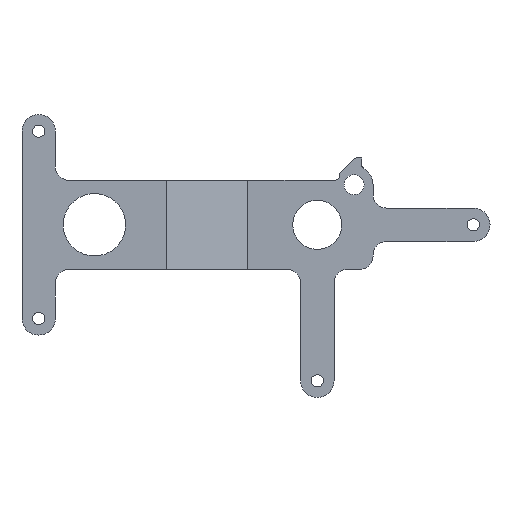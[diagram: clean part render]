
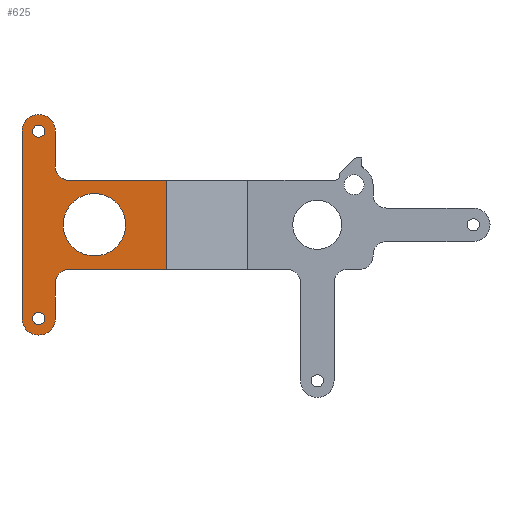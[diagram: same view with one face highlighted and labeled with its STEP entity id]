
A CAD part, left-side view. The second image highlights one B-rep face of the part: STEP entity #625.
In plain terms, the highlighted planar face has unit normal (-1, 0, 0).
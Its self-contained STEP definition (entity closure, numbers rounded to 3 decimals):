
#12 = VERTEX_POINT ( 'NONE', #42 ) ;
#31 = AXIS2_PLACEMENT_3D ( 'NONE', #292, #193, #1351 ) ;
#36 = VERTEX_POINT ( 'NONE', #1228 ) ;
#42 = CARTESIAN_POINT ( 'NONE',  ( -8., 25., -44.75 ) ) ;
#47 = ORIENTED_EDGE ( 'NONE', *, *, #1176, .T. ) ;
#53 = DIRECTION ( 'NONE',  ( 0., 0., 1. ) ) ;
#69 = CARTESIAN_POINT ( 'NONE',  ( -8., 32.5, -42. ) ) ;
#79 = CARTESIAN_POINT ( 'NONE',  ( -8., -32.5, -20. ) ) ;
#91 = ORIENTED_EDGE ( 'NONE', *, *, #113, .F. ) ;
#99 = VERTEX_POINT ( 'NONE', #1301 ) ;
#113 = EDGE_CURVE ( 'NONE', #295, #564, #1373, .T. ) ;
#162 = AXIS2_PLACEMENT_3D ( 'NONE', #1471, #717, #1770 ) ;
#181 = DIRECTION ( 'NONE',  ( 0., 0., -1. ) ) ;
#193 = DIRECTION ( 'NONE',  ( -1., 0., 0. ) ) ;
#195 = CARTESIAN_POINT ( 'NONE',  ( -8., -32.5, 20. ) ) ;
#239 = AXIS2_PLACEMENT_3D ( 'NONE', #1058, #469, #1830 ) ;
#241 = EDGE_CURVE ( 'NONE', #564, #1215, #479, .T. ) ;
#267 = DIRECTION ( 'NONE',  ( 0., 0., 1. ) ) ;
#292 = CARTESIAN_POINT ( 'NONE',  ( -8., 25., 42. ) ) ;
#295 = VERTEX_POINT ( 'NONE', #1067 ) ;
#300 = VERTEX_POINT ( 'NONE', #1541 ) ;
#304 = VERTEX_POINT ( 'NONE', #773 ) ;
#306 = VECTOR ( 'NONE', #181, 1000. ) ;
#314 = ORIENTED_EDGE ( 'NONE', *, *, #1957, .T. ) ;
#317 = CIRCLE ( 'NONE', #1665, 6. ) ;
#320 = LINE ( 'NONE', #1052, #1700 ) ;
#330 = CARTESIAN_POINT ( 'NONE',  ( -8., -32.5, 20. ) ) ;
#344 = CIRCLE ( 'NONE', #1776, 2.75 ) ;
#345 = ORIENTED_EDGE ( 'NONE', *, *, #1239, .F. ) ;
#349 = CIRCLE ( 'NONE', #649, 2.75 ) ;
#356 = CARTESIAN_POINT ( 'NONE',  ( -8., 17.5, 20. ) ) ;
#368 = DIRECTION ( 'NONE',  ( 0., -1., 0. ) ) ;
#416 = CARTESIAN_POINT ( 'NONE',  ( -8., 25., -42. ) ) ;
#438 = VERTEX_POINT ( 'NONE', #1371 ) ;
#443 = VERTEX_POINT ( 'NONE', #635 ) ;
#450 = DIRECTION ( 'NONE',  ( 0., 1., 0. ) ) ;
#469 = DIRECTION ( 'NONE',  ( -1., 0., 0. ) ) ;
#479 = LINE ( 'NONE', #1030, #996 ) ;
#482 = DIRECTION ( 'NONE',  ( 0., 1., 0. ) ) ;
#484 = EDGE_LOOP ( 'NONE', ( #994, #605, #911, #314, #790, #1451, #91, #47, #1379, #1477 ) ) ;
#500 = VERTEX_POINT ( 'NONE', #1533 ) ;
#540 = DIRECTION ( 'NONE',  ( 0., -1., 0. ) ) ;
#564 = VERTEX_POINT ( 'NONE', #195 ) ;
#566 = EDGE_CURVE ( 'NONE', #36, #500, #650, .T. ) ;
#582 = DIRECTION ( 'NONE',  ( -1., 0., 0. ) ) ;
#588 = AXIS2_PLACEMENT_3D ( 'NONE', #1564, #582, #1574 ) ;
#605 = ORIENTED_EDGE ( 'NONE', *, *, #935, .T. ) ;
#625 = ADVANCED_FACE ( 'NONE', ( #1179, #1923, #764, #1275 ), #1399, .F. ) ;
#634 = CARTESIAN_POINT ( 'NONE',  ( -8., 17.5, -42. ) ) ;
#635 = CARTESIAN_POINT ( 'NONE',  ( -8., 0., 14. ) ) ;
#636 = VECTOR ( 'NONE', #540, 1000. ) ;
#649 = AXIS2_PLACEMENT_3D ( 'NONE', #677, #949, #53 ) ;
#650 = LINE ( 'NONE', #356, #1801 ) ;
#653 = CARTESIAN_POINT ( 'NONE',  ( -8., 25., -42. ) ) ;
#656 = AXIS2_PLACEMENT_3D ( 'NONE', #1571, #986, #1731 ) ;
#660 = CARTESIAN_POINT ( 'NONE',  ( -8., 0., -14. ) ) ;
#661 = EDGE_CURVE ( 'NONE', #438, #1127, #1013, .T. ) ;
#677 = CARTESIAN_POINT ( 'NONE',  ( -8., 25., -42. ) ) ;
#680 = DIRECTION ( 'NONE',  ( -1., 0., 0. ) ) ;
#717 = DIRECTION ( 'NONE',  ( -1., 0., 0. ) ) ;
#718 = CIRCLE ( 'NONE', #1619, 2.75 ) ;
#761 = CARTESIAN_POINT ( 'NONE',  ( -8., 25., 44.75 ) ) ;
#764 = FACE_BOUND ( 'NONE', #1586, .T. ) ;
#773 = CARTESIAN_POINT ( 'NONE',  ( -8., 25., 39.25 ) ) ;
#778 = VERTEX_POINT ( 'NONE', #660 ) ;
#790 = ORIENTED_EDGE ( 'NONE', *, *, #1377, .T. ) ;
#802 = ORIENTED_EDGE ( 'NONE', *, *, #850, .F. ) ;
#846 = CARTESIAN_POINT ( 'NONE',  ( -8., -32.5, 20. ) ) ;
#850 = EDGE_CURVE ( 'NONE', #99, #12, #718, .T. ) ;
#854 = CARTESIAN_POINT ( 'NONE',  ( -8., 11.5, -26. ) ) ;
#892 = DIRECTION ( 'NONE',  ( 0., 0., 1. ) ) ;
#905 = LINE ( 'NONE', #79, #1789 ) ;
#911 = ORIENTED_EDGE ( 'NONE', *, *, #1759, .T. ) ;
#935 = EDGE_CURVE ( 'NONE', #1127, #1795, #1118, .T. ) ;
#949 = DIRECTION ( 'NONE',  ( -1., 0., 0. ) ) ;
#985 = ORIENTED_EDGE ( 'NONE', *, *, #1359, .F. ) ;
#986 = DIRECTION ( 'NONE',  ( 1., 0., 0. ) ) ;
#994 = ORIENTED_EDGE ( 'NONE', *, *, #661, .T. ) ;
#996 = VECTOR ( 'NONE', #1344, 1000. ) ;
#1001 = EDGE_CURVE ( 'NONE', #12, #99, #349, .T. ) ;
#1006 = CIRCLE ( 'NONE', #31, 7.5 ) ;
#1011 = EDGE_CURVE ( 'NONE', #443, #778, #1609, .T. ) ;
#1013 = LINE ( 'NONE', #1859, #306 ) ;
#1030 = CARTESIAN_POINT ( 'NONE',  ( -8., -32.5, 20. ) ) ;
#1052 = CARTESIAN_POINT ( 'NONE',  ( -8., 17.5, -20. ) ) ;
#1058 = CARTESIAN_POINT ( 'NONE',  ( -8., 0., 0. ) ) ;
#1067 = CARTESIAN_POINT ( 'NONE',  ( -8., 11.5, 20. ) ) ;
#1117 = ORIENTED_EDGE ( 'NONE', *, *, #1875, .F. ) ;
#1118 = CIRCLE ( 'NONE', #1793, 7.5 ) ;
#1127 = VERTEX_POINT ( 'NONE', #69 ) ;
#1148 = CIRCLE ( 'NONE', #162, 2.75 ) ;
#1163 = DIRECTION ( 'NONE',  ( 1., 0., 0. ) ) ;
#1176 = EDGE_CURVE ( 'NONE', #295, #36, #1483, .T. ) ;
#1179 = FACE_BOUND ( 'NONE', #1899, .T. ) ;
#1194 = DIRECTION ( 'NONE',  ( -1., 0., 0. ) ) ;
#1215 = VERTEX_POINT ( 'NONE', #1422 ) ;
#1228 = CARTESIAN_POINT ( 'NONE',  ( -8., 17.5, 26. ) ) ;
#1239 = EDGE_CURVE ( 'NONE', #304, #1783, #1148, .T. ) ;
#1242 = VERTEX_POINT ( 'NONE', #1307 ) ;
#1268 = ORIENTED_EDGE ( 'NONE', *, *, #1011, .F. ) ;
#1275 = FACE_BOUND ( 'NONE', #1546, .T. ) ;
#1301 = CARTESIAN_POINT ( 'NONE',  ( -8., 25., -39.25 ) ) ;
#1307 = CARTESIAN_POINT ( 'NONE',  ( -8., 11.5, -20. ) ) ;
#1337 = DIRECTION ( 'NONE',  ( -1., 0., 0. ) ) ;
#1344 = DIRECTION ( 'NONE',  ( 0., 0., -1. ) ) ;
#1351 = DIRECTION ( 'NONE',  ( 0., -1., 0. ) ) ;
#1359 = EDGE_CURVE ( 'NONE', #1783, #304, #344, .T. ) ;
#1371 = CARTESIAN_POINT ( 'NONE',  ( -8., 32.5, 42. ) ) ;
#1373 = LINE ( 'NONE', #846, #636 ) ;
#1377 = EDGE_CURVE ( 'NONE', #1242, #1215, #905, .T. ) ;
#1379 = ORIENTED_EDGE ( 'NONE', *, *, #566, .T. ) ;
#1399 = PLANE ( 'NONE',  #1488 ) ;
#1406 = DIRECTION ( 'NONE',  ( 1., 0., 0. ) ) ;
#1422 = CARTESIAN_POINT ( 'NONE',  ( -8., -32.5, -20. ) ) ;
#1425 = DIRECTION ( 'NONE',  ( 0., 0., 1. ) ) ;
#1451 = ORIENTED_EDGE ( 'NONE', *, *, #241, .F. ) ;
#1471 = CARTESIAN_POINT ( 'NONE',  ( -8., 25., 42. ) ) ;
#1477 = ORIENTED_EDGE ( 'NONE', *, *, #1561, .T. ) ;
#1478 = DIRECTION ( 'NONE',  ( 0., 1., 0. ) ) ;
#1483 = CIRCLE ( 'NONE', #656, 6. ) ;
#1488 = AXIS2_PLACEMENT_3D ( 'NONE', #330, #1406, #482 ) ;
#1512 = ORIENTED_EDGE ( 'NONE', *, *, #1001, .F. ) ;
#1533 = CARTESIAN_POINT ( 'NONE',  ( -8., 17.5, 42. ) ) ;
#1541 = CARTESIAN_POINT ( 'NONE',  ( -8., 17.5, -26. ) ) ;
#1546 = EDGE_LOOP ( 'NONE', ( #802, #1512 ) ) ;
#1561 = EDGE_CURVE ( 'NONE', #500, #438, #1006, .T. ) ;
#1564 = CARTESIAN_POINT ( 'NONE',  ( -8., 0., 0. ) ) ;
#1569 = DIRECTION ( 'NONE',  ( 0., 0., 1. ) ) ;
#1571 = CARTESIAN_POINT ( 'NONE',  ( -8., 11.5, 26. ) ) ;
#1574 = DIRECTION ( 'NONE',  ( 0., 0., 1. ) ) ;
#1586 = EDGE_LOOP ( 'NONE', ( #985, #345 ) ) ;
#1609 = CIRCLE ( 'NONE', #588, 14. ) ;
#1619 = AXIS2_PLACEMENT_3D ( 'NONE', #416, #1337, #267 ) ;
#1665 = AXIS2_PLACEMENT_3D ( 'NONE', #854, #1163, #1478 ) ;
#1700 = VECTOR ( 'NONE', #892, 1000. ) ;
#1731 = DIRECTION ( 'NONE',  ( 0., 1., 0. ) ) ;
#1759 = EDGE_CURVE ( 'NONE', #1795, #300, #320, .T. ) ;
#1770 = DIRECTION ( 'NONE',  ( 0., 0., 1. ) ) ;
#1771 = CIRCLE ( 'NONE', #239, 14. ) ;
#1776 = AXIS2_PLACEMENT_3D ( 'NONE', #1888, #680, #1425 ) ;
#1783 = VERTEX_POINT ( 'NONE', #761 ) ;
#1789 = VECTOR ( 'NONE', #368, 1000. ) ;
#1793 = AXIS2_PLACEMENT_3D ( 'NONE', #653, #1194, #450 ) ;
#1795 = VERTEX_POINT ( 'NONE', #634 ) ;
#1801 = VECTOR ( 'NONE', #1569, 1000. ) ;
#1830 = DIRECTION ( 'NONE',  ( 0., 0., 1. ) ) ;
#1859 = CARTESIAN_POINT ( 'NONE',  ( -8., 32.5, 20. ) ) ;
#1875 = EDGE_CURVE ( 'NONE', #778, #443, #1771, .T. ) ;
#1888 = CARTESIAN_POINT ( 'NONE',  ( -8., 25., 42. ) ) ;
#1899 = EDGE_LOOP ( 'NONE', ( #1268, #1117 ) ) ;
#1923 = FACE_OUTER_BOUND ( 'NONE', #484, .T. ) ;
#1957 = EDGE_CURVE ( 'NONE', #300, #1242, #317, .T. ) ;
